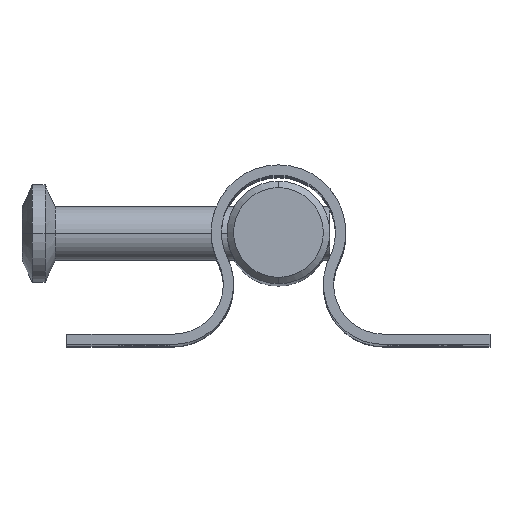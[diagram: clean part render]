
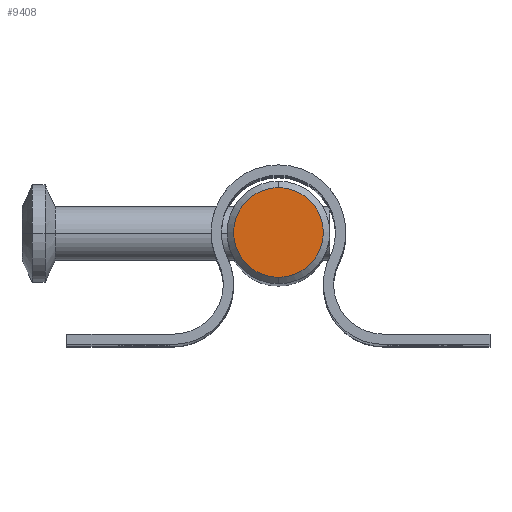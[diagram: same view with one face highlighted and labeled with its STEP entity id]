
A CAD part, top view. The second image highlights one B-rep face of the part: STEP entity #9408.
In plain terms, the highlighted planar face has unit normal (0, 0, 1).
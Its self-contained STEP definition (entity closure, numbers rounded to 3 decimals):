
#963 = DIRECTION ( 'NONE',  ( 1., 0., 0. ) ) ;
#1497 = EDGE_CURVE ( 'NONE', #12928, #12676, #8782, .T. ) ;
#3606 = AXIS2_PLACEMENT_3D ( 'NONE', #9270, #5297, #7842 ) ;
#5126 = CIRCLE ( 'NONE', #6381, 3.5 ) ;
#5297 = DIRECTION ( 'NONE',  ( 0., 0., 1. ) ) ;
#6256 = CARTESIAN_POINT ( 'NONE',  ( 0., 0., 54.5 ) ) ;
#6381 = AXIS2_PLACEMENT_3D ( 'NONE', #6256, #16708, #10280 ) ;
#7285 = CARTESIAN_POINT ( 'NONE',  ( -3.5, 0., 54.5 ) ) ;
#7441 = PLANE ( 'NONE',  #15120 ) ;
#7842 = DIRECTION ( 'NONE',  ( 1., 0., 0. ) ) ;
#8782 = CIRCLE ( 'NONE', #3606, 3.5 ) ;
#9270 = CARTESIAN_POINT ( 'NONE',  ( 0., 0., 54.5 ) ) ;
#9382 = CARTESIAN_POINT ( 'NONE',  ( 3.5, 0., 54.5 ) ) ;
#9408 = ADVANCED_FACE ( 'NONE', ( #14683 ), #7441, .T. ) ;
#10280 = DIRECTION ( 'NONE',  ( 1., 0., 0. ) ) ;
#11604 = EDGE_CURVE ( 'NONE', #12676, #12928, #5126, .T. ) ;
#12168 = ORIENTED_EDGE ( 'NONE', *, *, #11604, .T. ) ;
#12676 = VERTEX_POINT ( 'NONE', #7285 ) ;
#12928 = VERTEX_POINT ( 'NONE', #9382 ) ;
#13865 = ORIENTED_EDGE ( 'NONE', *, *, #1497, .T. ) ;
#14111 = CARTESIAN_POINT ( 'NONE',  ( 0., 0., 54.5 ) ) ;
#14683 = FACE_OUTER_BOUND ( 'NONE', #14920, .T. ) ;
#14920 = EDGE_LOOP ( 'NONE', ( #12168, #13865 ) ) ;
#15120 = AXIS2_PLACEMENT_3D ( 'NONE', #14111, #16698, #963 ) ;
#16698 = DIRECTION ( 'NONE',  ( 0., 0., 1. ) ) ;
#16708 = DIRECTION ( 'NONE',  ( 0., 0., 1. ) ) ;
